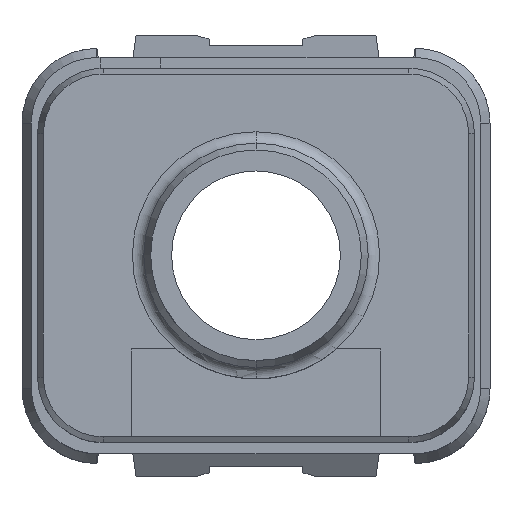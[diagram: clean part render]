
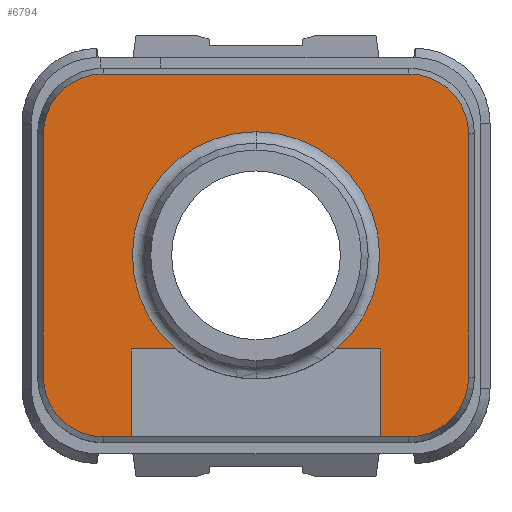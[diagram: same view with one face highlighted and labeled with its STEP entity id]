
A CAD part, top view. The second image highlights one B-rep face of the part: STEP entity #6794.
In plain terms, the highlighted planar face has unit normal (0, 0, 1).
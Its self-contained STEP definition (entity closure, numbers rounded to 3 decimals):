
#155=DIRECTION('',(0.,1.,0.));
#156=VECTOR('',#155,2.812);
#157=CARTESIAN_POINT('',(4.,-5.812,4.18));
#158=LINE('',#157,#156);
#159=DIRECTION('',(-1.,0.,0.));
#160=VECTOR('',#159,1.411);
#161=CARTESIAN_POINT('',(4.,-3.,4.18));
#162=LINE('',#161,#160);
#163=CARTESIAN_POINT('',(0.,0.,4.18));
#164=DIRECTION('',(0.,0.,1.));
#165=DIRECTION('',(0.653,-0.757,0.));
#166=AXIS2_PLACEMENT_3D('',#163,#164,#165);
#168=CARTESIAN_POINT('',(0.,0.,4.18));
#169=DIRECTION('',(0.,0.,1.));
#170=DIRECTION('',(0.,1.,0.));
#171=AXIS2_PLACEMENT_3D('',#168,#169,#170);
#173=DIRECTION('',(-1.,0.,0.));
#174=VECTOR('',#173,1.411);
#175=CARTESIAN_POINT('',(-2.589,-3.,4.18));
#176=LINE('',#175,#174);
#177=DIRECTION('',(0.,1.,0.));
#178=VECTOR('',#177,2.812);
#179=CARTESIAN_POINT('',(-4.,-5.812,4.18));
#180=LINE('',#179,#178);
#181=DIRECTION('',(-1.,0.,0.));
#182=VECTOR('',#181,0.9);
#183=CARTESIAN_POINT('',(-4.,-5.812,4.18));
#184=LINE('',#183,#182);
#185=CARTESIAN_POINT('',(-4.9,-3.9,4.18));
#186=DIRECTION('',(0.,0.,-1.));
#187=DIRECTION('',(0.,-1.,0.));
#188=AXIS2_PLACEMENT_3D('',#185,#186,#187);
#190=DIRECTION('',(0.,1.,0.));
#191=VECTOR('',#190,7.8);
#192=CARTESIAN_POINT('',(-6.812,-3.9,4.18));
#193=LINE('',#192,#191);
#194=CARTESIAN_POINT('',(-4.9,3.9,4.18));
#195=DIRECTION('',(0.,0.,-1.));
#196=DIRECTION('',(-1.,0.,0.));
#197=AXIS2_PLACEMENT_3D('',#194,#195,#196);
#199=DIRECTION('',(1.,0.,0.));
#200=VECTOR('',#199,9.8);
#201=CARTESIAN_POINT('',(-4.9,5.812,4.18));
#202=LINE('',#201,#200);
#203=CARTESIAN_POINT('',(4.9,3.9,4.18));
#204=DIRECTION('',(0.,0.,-1.));
#205=DIRECTION('',(0.,1.,0.));
#206=AXIS2_PLACEMENT_3D('',#203,#204,#205);
#208=DIRECTION('',(0.,-1.,0.));
#209=VECTOR('',#208,7.8);
#210=CARTESIAN_POINT('',(6.812,3.9,4.18));
#211=LINE('',#210,#209);
#212=CARTESIAN_POINT('',(4.9,-3.9,4.18));
#213=DIRECTION('',(0.,0.,-1.));
#214=DIRECTION('',(1.,0.,0.));
#215=AXIS2_PLACEMENT_3D('',#212,#213,#214);
#217=DIRECTION('',(-1.,0.,0.));
#218=VECTOR('',#217,0.9);
#219=CARTESIAN_POINT('',(4.9,-5.812,4.18));
#220=LINE('',#219,#218);
#5540=CARTESIAN_POINT('',(-6.812,3.9,4.18));
#5541=CARTESIAN_POINT('',(-4.9,5.812,4.18));
#5542=VERTEX_POINT('',#5540);
#5543=VERTEX_POINT('',#5541);
#5546=CARTESIAN_POINT('',(4.9,5.812,4.18));
#5547=VERTEX_POINT('',#5546);
#5550=CARTESIAN_POINT('',(6.812,3.9,4.18));
#5551=VERTEX_POINT('',#5550);
#5554=CARTESIAN_POINT('',(6.812,-3.9,4.18));
#5555=VERTEX_POINT('',#5554);
#5558=CARTESIAN_POINT('',(4.9,-5.812,4.18));
#5559=VERTEX_POINT('',#5558);
#5564=CARTESIAN_POINT('',(-4.9,-5.812,4.18));
#5565=CARTESIAN_POINT('',(-6.812,-3.9,4.18));
#5566=VERTEX_POINT('',#5564);
#5567=VERTEX_POINT('',#5565);
#6139=CARTESIAN_POINT('',(0.,3.963,4.18));
#6140=VERTEX_POINT('',#6139);
#6513=CARTESIAN_POINT('',(4.,-5.812,4.18));
#6514=CARTESIAN_POINT('',(4.,-3.,4.18));
#6515=VERTEX_POINT('',#6513);
#6516=VERTEX_POINT('',#6514);
#6517=CARTESIAN_POINT('',(2.589,-3.,4.18));
#6518=VERTEX_POINT('',#6517);
#6519=CARTESIAN_POINT('',(-2.589,-3.,4.18));
#6520=CARTESIAN_POINT('',(-4.,-3.,4.18));
#6521=VERTEX_POINT('',#6519);
#6522=VERTEX_POINT('',#6520);
#6523=CARTESIAN_POINT('',(-4.,-5.812,4.18));
#6524=VERTEX_POINT('',#6523);
#6763=CARTESIAN_POINT('',(0.,0.,4.18));
#6764=DIRECTION('',(0.,0.,-1.));
#6765=DIRECTION('',(1.,0.,0.));
#6766=AXIS2_PLACEMENT_3D('',#6763,#6764,#6765);
#6767=PLANE('',#6766);
#6769=ORIENTED_EDGE('',*,*,#6768,.T.);
#6771=ORIENTED_EDGE('',*,*,#6770,.T.);
#6773=ORIENTED_EDGE('',*,*,#6772,.T.);
#6775=ORIENTED_EDGE('',*,*,#6774,.T.);
#6777=ORIENTED_EDGE('',*,*,#6776,.T.);
#6778=ORIENTED_EDGE('',*,*,#6753,.F.);
#6779=ORIENTED_EDGE('',*,*,#6728,.T.);
#6781=ORIENTED_EDGE('',*,*,#6780,.T.);
#6783=ORIENTED_EDGE('',*,*,#6782,.T.);
#6785=ORIENTED_EDGE('',*,*,#6784,.T.);
#6787=ORIENTED_EDGE('',*,*,#6786,.T.);
#6788=ORIENTED_EDGE('',*,*,#6651,.T.);
#6789=ORIENTED_EDGE('',*,*,#6667,.T.);
#6790=ORIENTED_EDGE('',*,*,#6708,.T.);
#6791=ORIENTED_EDGE('',*,*,#6721,.T.);
#6792=EDGE_LOOP('',(#6769,#6771,#6773,#6775,#6777,#6778,#6779,#6781,#6783,#6785,
#6787,#6788,#6789,#6790,#6791));
#6793=FACE_OUTER_BOUND('',#6792,.F.);
#6794=ADVANCED_FACE('',(#6793),#6767,.F.);
#167=CIRCLE('',#166,3.963);
#172=CIRCLE('',#171,3.963);
#189=CIRCLE('',#188,1.912);
#198=CIRCLE('',#197,1.912);
#207=CIRCLE('',#206,1.912);
#216=CIRCLE('',#215,1.912);
#6651=EDGE_CURVE('',#5547,#5551,#207,.T.);
#6667=EDGE_CURVE('',#5551,#5555,#211,.T.);
#6708=EDGE_CURVE('',#5555,#5559,#216,.T.);
#6721=EDGE_CURVE('',#5559,#6515,#220,.T.);
#6728=EDGE_CURVE('',#6524,#5566,#184,.T.);
#6753=EDGE_CURVE('',#6524,#6522,#180,.T.);
#6768=EDGE_CURVE('',#6515,#6516,#158,.T.);
#6770=EDGE_CURVE('',#6516,#6518,#162,.T.);
#6772=EDGE_CURVE('',#6518,#6140,#167,.T.);
#6774=EDGE_CURVE('',#6140,#6521,#172,.T.);
#6776=EDGE_CURVE('',#6521,#6522,#176,.T.);
#6780=EDGE_CURVE('',#5566,#5567,#189,.T.);
#6782=EDGE_CURVE('',#5567,#5542,#193,.T.);
#6784=EDGE_CURVE('',#5542,#5543,#198,.T.);
#6786=EDGE_CURVE('',#5543,#5547,#202,.T.);
